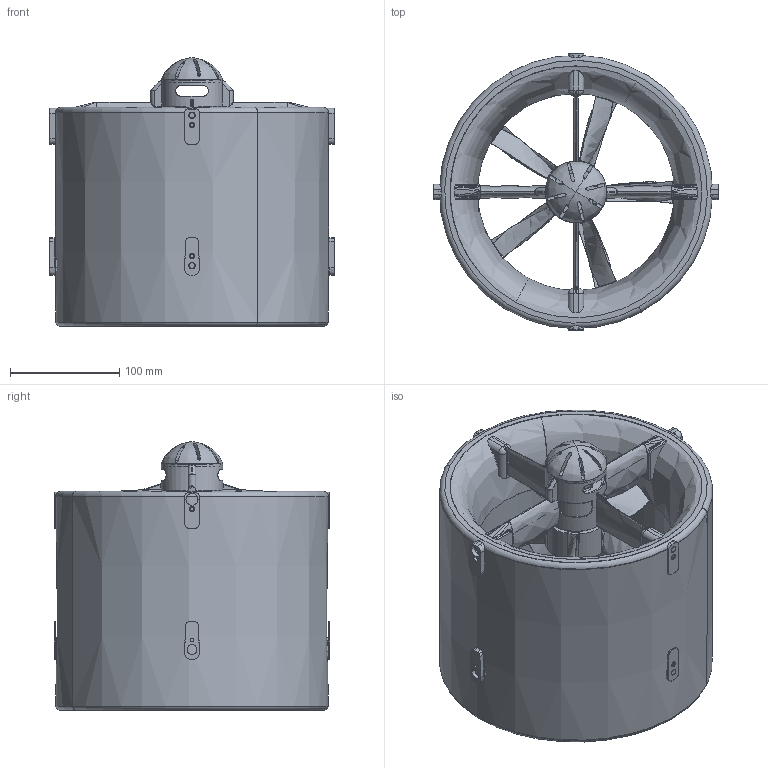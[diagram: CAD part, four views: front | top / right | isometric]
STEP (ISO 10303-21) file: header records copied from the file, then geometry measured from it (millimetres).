
FILE_DESCRIPTION((''),'2;1');
FILE_NAME('','2018-02-07T15:23:41+00:00',('none'),('none'),'','','none');
FILE_SCHEMA(('CONFIG_CONTROL_DESIGN'));
Length unit declared in the file: millimetre
Products named in the file (8): Athena V1.53 WIP; SHR3A002; STR1A002; PRO1A001; SNW3A001; STR2A002; PRO2A001; SNW3A002
Assembly tree (77 placements, depth 4):
  Athena V1.53 WIP
    SHR3A002
      #66  x2
      #2762
      #3743  x2
      #4698  x2
      #5389
      #6167
      #7004  x2
      #8087
      #9531
      #10771  x2
      #12724  x2
    STR1A002
      #14898
      #27136
      PRO1A001
        #27659
        #30268  x5
      #33945
      #40703
      SNW3A001
        #40734  x8
        #40862  x4
      #40943
    STR2A002
      #14898
      #27136
      PRO2A001
        #41025
        #43495  x5
      #33945
      #40703
      SNW3A001
        #40734  x8
        #40862  x4
      #40943
    SNW3A002
      #47426  x8
      #47554  x4
      #47622  x4
    #47703  x2
Bounding box: 260 x 252 x 245.37 mm (x, y, z)
Volume: 642780.1 mm3; surface area: 828736.6 mm2
Topology: 35 solids, 39 shells, 1802 faces, 4837 edges, 3124 vertices
Faces by surface type: cylinder 711, plane 650, bspline 218, extrusion 100, torus 77, revolution 24, cone 14, sphere 8
Entity records: 47576 total; most frequent: CARTESIAN_POINT 24773, ORIENTED_EDGE 5274, DIRECTION 3260, EDGE_CURVE 2637, VERTEX_POINT 1709, AXIS2_PLACEMENT_3D 1356, VECTOR 1148, EDGE_LOOP 1104
